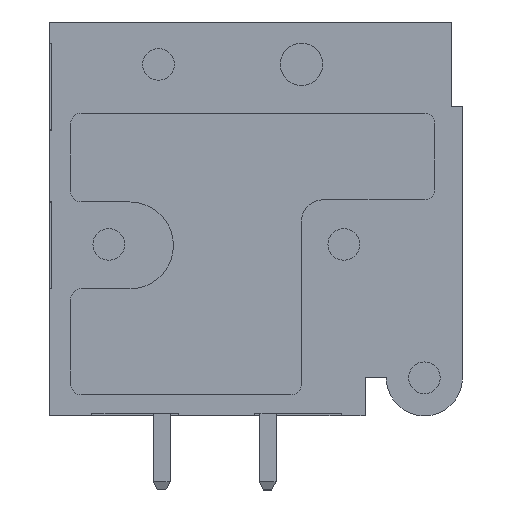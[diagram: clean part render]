
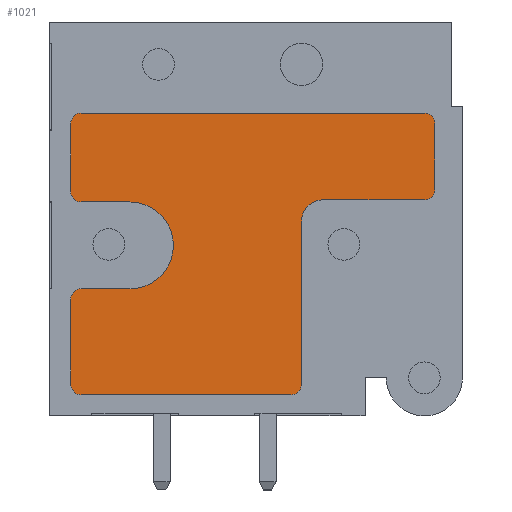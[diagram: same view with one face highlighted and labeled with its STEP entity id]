
A CAD part, left-side view. The second image highlights one B-rep face of the part: STEP entity #1021.
In plain terms, the highlighted planar face has unit normal (-1, 0, 0).
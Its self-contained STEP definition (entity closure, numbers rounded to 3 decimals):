
#1021 = ADVANCED_FACE( '', ( #2078 ), #2079, .F. );
#2078 = FACE_OUTER_BOUND( '', #3583, .T. );
#2079 = PLANE( '', #3584 );
#3583 = EDGE_LOOP( '', ( #6208, #6209, #6210, #6211, #6212, #6213, #6214, #6215, #6216, #6217, #6218, #6219, #6220, #6221, #6222, #6223, #6224, #6225 ) );
#3584 = AXIS2_PLACEMENT_3D( '', #6226, #6227, #6228 );
#6208 = ORIENTED_EDGE( '', *, *, #8110, .T. );
#6209 = ORIENTED_EDGE( '', *, *, #8290, .T. );
#6210 = ORIENTED_EDGE( '', *, *, #7405, .T. );
#6211 = ORIENTED_EDGE( '', *, *, #7442, .T. );
#6212 = ORIENTED_EDGE( '', *, *, #8087, .T. );
#6213 = ORIENTED_EDGE( '', *, *, #8375, .T. );
#6214 = ORIENTED_EDGE( '', *, *, #8256, .T. );
#6215 = ORIENTED_EDGE( '', *, *, #7651, .T. );
#6216 = ORIENTED_EDGE( '', *, *, #8367, .T. );
#6217 = ORIENTED_EDGE( '', *, *, #8371, .T. );
#6218 = ORIENTED_EDGE( '', *, *, #8376, .T. );
#6219 = ORIENTED_EDGE( '', *, *, #7585, .T. );
#6220 = ORIENTED_EDGE( '', *, *, #8377, .T. );
#6221 = ORIENTED_EDGE( '', *, *, #8378, .T. );
#6222 = ORIENTED_EDGE( '', *, *, #7397, .T. );
#6223 = ORIENTED_EDGE( '', *, *, #8259, .T. );
#6224 = ORIENTED_EDGE( '', *, *, #8280, .T. );
#6225 = ORIENTED_EDGE( '', *, *, #8379, .T. );
#6226 = CARTESIAN_POINT( '', ( -2.3, 5.7, -0.15 ) );
#6227 = DIRECTION( '', ( 1., 0., 0. ) );
#6228 = DIRECTION( '', ( 0., 0., -1. ) );
#7397 = EDGE_CURVE( '', #8691, #8689, #8692, .T. );
#7405 = EDGE_CURVE( '', #8704, #8705, #8706, .T. );
#7442 = EDGE_CURVE( '', #8705, #8769, #8771, .T. );
#7585 = EDGE_CURVE( '', #9027, #9028, #9029, .T. );
#7651 = EDGE_CURVE( '', #9141, #9142, #9143, .F. );
#8087 = EDGE_CURVE( '', #8769, #9825, #9827, .T. );
#8110 = EDGE_CURVE( '', #9862, #9860, #9863, .T. );
#8256 = EDGE_CURVE( '', #10061, #9141, #10062, .T. );
#8259 = EDGE_CURVE( '', #8689, #10065, #10066, .F. );
#8280 = EDGE_CURVE( '', #10065, #10094, #10096, .T. );
#8290 = EDGE_CURVE( '', #9860, #8704, #10108, .F. );
#8367 = EDGE_CURVE( '', #9142, #10201, #10202, .T. );
#8371 = EDGE_CURVE( '', #10201, #10207, #10208, .F. );
#8375 = EDGE_CURVE( '', #9825, #10061, #10213, .F. );
#8376 = EDGE_CURVE( '', #10207, #9027, #10214, .T. );
#8377 = EDGE_CURVE( '', #9028, #10215, #10216, .T. );
#8378 = EDGE_CURVE( '', #10215, #8691, #10217, .F. );
#8379 = EDGE_CURVE( '', #10094, #9862, #10218, .F. );
#8689 = VERTEX_POINT( '', #10588 );
#8691 = VERTEX_POINT( '', #10591 );
#8692 = LINE( '', #10592, #10593 );
#8704 = VERTEX_POINT( '', #10610 );
#8705 = VERTEX_POINT( '', #10611 );
#8706 = LINE( '', #10612, #10613 );
#8769 = VERTEX_POINT( '', #10698 );
#8771 = CIRCLE( '', #10701, 2.05 );
#9027 = VERTEX_POINT( '', #11090 );
#9028 = VERTEX_POINT( '', #11091 );
#9029 = CIRCLE( '', #11092, 1. );
#9141 = VERTEX_POINT( '', #11255 );
#9142 = VERTEX_POINT( '', #11256 );
#9143 = CIRCLE( '', #11257, 0.5 );
#9825 = VERTEX_POINT( '', #12366 );
#9827 = LINE( '', #12369, #12370 );
#9860 = VERTEX_POINT( '', #12423 );
#9862 = VERTEX_POINT( '', #12426 );
#9863 = LINE( '', #12427, #12428 );
#10061 = VERTEX_POINT( '', #12722 );
#10062 = LINE( '', #12723, #12724 );
#10065 = VERTEX_POINT( '', #12728 );
#10066 = CIRCLE( '', #12729, 0.5 );
#10094 = VERTEX_POINT( '', #12769 );
#10096 = LINE( '', #12772, #12773 );
#10108 = CIRCLE( '', #12821, 0.5 );
#10201 = VERTEX_POINT( '', #12962 );
#10202 = LINE( '', #12963, #12964 );
#10207 = VERTEX_POINT( '', #12971 );
#10208 = CIRCLE( '', #12972, 0.5 );
#10213 = CIRCLE( '', #12978, 0.5 );
#10214 = LINE( '', #12979, #12980 );
#10215 = VERTEX_POINT( '', #12981 );
#10216 = LINE( '', #12982, #12983 );
#10217 = CIRCLE( '', #12984, 0.5 );
#10218 = CIRCLE( '', #12985, 0.5 );
#10588 = CARTESIAN_POINT( '', ( -2.3, -8.7, 5.6 ) );
#10591 = CARTESIAN_POINT( '', ( -2.3, -8.7, 2.5 ) );
#10592 = CARTESIAN_POINT( '', ( -2.3, -8.7, 2. ) );
#10593 = VECTOR( '', #13429, 1000. );
#10610 = CARTESIAN_POINT( '', ( -2.3, 8., 1.9 ) );
#10611 = CARTESIAN_POINT( '', ( -2.3, 5.7, 1.9 ) );
#10612 = CARTESIAN_POINT( '', ( -2.3, 8.5, 1.9 ) );
#10613 = VECTOR( '', #13435, 1000. );
#10698 = CARTESIAN_POINT( '', ( -2.3, 5.7, -2.2 ) );
#10701 = AXIS2_PLACEMENT_3D( '', #13477, #13478, #13479 );
#11090 = CARTESIAN_POINT( '', ( -2.3, -2.4, 1. ) );
#11091 = CARTESIAN_POINT( '', ( -2.3, -3.4, 2. ) );
#11092 = AXIS2_PLACEMENT_3D( '', #13651, #13652, #13653 );
#11255 = CARTESIAN_POINT( '', ( -2.3, 8.5, -6.7 ) );
#11256 = CARTESIAN_POINT( '', ( -2.3, 8., -7.2 ) );
#11257 = AXIS2_PLACEMENT_3D( '', #13717, #13718, #13719 );
#12366 = CARTESIAN_POINT( '', ( -2.3, 8., -2.2 ) );
#12369 = CARTESIAN_POINT( '', ( -2.3, 8.5, -2.2 ) );
#12370 = VECTOR( '', #14190, 1000. );
#12423 = CARTESIAN_POINT( '', ( -2.3, 8.5, 2.4 ) );
#12426 = CARTESIAN_POINT( '', ( -2.3, 8.5, 5.6 ) );
#12427 = CARTESIAN_POINT( '', ( -2.3, 8.5, 6.1 ) );
#12428 = VECTOR( '', #14213, 1000. );
#12722 = CARTESIAN_POINT( '', ( -2.3, 8.5, -2.7 ) );
#12723 = CARTESIAN_POINT( '', ( -2.3, 8.5, -2.2 ) );
#12724 = VECTOR( '', #14356, 1000. );
#12728 = CARTESIAN_POINT( '', ( -2.3, -8.2, 6.1 ) );
#12729 = AXIS2_PLACEMENT_3D( '', #14358, #14359, #14360 );
#12769 = CARTESIAN_POINT( '', ( -2.3, 8., 6.1 ) );
#12772 = CARTESIAN_POINT( '', ( -2.3, -8.7, 6.1 ) );
#12773 = VECTOR( '', #14380, 1000. );
#12821 = AXIS2_PLACEMENT_3D( '', #14386, #14387, #14388 );
#12962 = CARTESIAN_POINT( '', ( -2.3, -1.9, -7.2 ) );
#12963 = CARTESIAN_POINT( '', ( -2.3, 8.5, -7.2 ) );
#12964 = VECTOR( '', #14448, 1000. );
#12971 = CARTESIAN_POINT( '', ( -2.3, -2.4, -6.7 ) );
#12972 = AXIS2_PLACEMENT_3D( '', #14451, #14452, #14453 );
#12978 = AXIS2_PLACEMENT_3D( '', #14458, #14459, #14460 );
#12979 = CARTESIAN_POINT( '', ( -2.3, -2.4, -7.2 ) );
#12980 = VECTOR( '', #14461, 1000. );
#12981 = CARTESIAN_POINT( '', ( -2.3, -8.2, 2. ) );
#12982 = CARTESIAN_POINT( '', ( -2.3, -2.4, 2. ) );
#12983 = VECTOR( '', #14462, 1000. );
#12984 = AXIS2_PLACEMENT_3D( '', #14463, #14464, #14465 );
#12985 = AXIS2_PLACEMENT_3D( '', #14466, #14467, #14468 );
#13429 = DIRECTION( '', ( 0., 0., 1. ) );
#13435 = DIRECTION( '', ( 0., -1., 0. ) );
#13477 = CARTESIAN_POINT( '', ( -2.3, 5.7, -0.15 ) );
#13478 = DIRECTION( '', ( 1., 0., 0. ) );
#13479 = DIRECTION( '', ( 0., 1., 0. ) );
#13651 = CARTESIAN_POINT( '', ( -2.3, -3.4, 1. ) );
#13652 = DIRECTION( '', ( 1., 0., 0. ) );
#13653 = DIRECTION( '', ( 0., 0., -1. ) );
#13717 = CARTESIAN_POINT( '', ( -2.3, 8., -6.7 ) );
#13718 = DIRECTION( '', ( 1., 0., 0. ) );
#13719 = DIRECTION( '', ( 0., 0., -1. ) );
#14190 = DIRECTION( '', ( 0., 1., 0. ) );
#14213 = DIRECTION( '', ( 0., 0., -1. ) );
#14356 = DIRECTION( '', ( 0., 0., -1. ) );
#14358 = CARTESIAN_POINT( '', ( -2.3, -8.2, 5.6 ) );
#14359 = DIRECTION( '', ( 1., 0., 0. ) );
#14360 = DIRECTION( '', ( 0., 0., -1. ) );
#14380 = DIRECTION( '', ( 0., 1., 0. ) );
#14386 = CARTESIAN_POINT( '', ( -2.3, 8., 2.4 ) );
#14387 = DIRECTION( '', ( 1., 0., 0. ) );
#14388 = DIRECTION( '', ( 0., 0., -1. ) );
#14448 = DIRECTION( '', ( 0., -1., 0. ) );
#14451 = CARTESIAN_POINT( '', ( -2.3, -1.9, -6.7 ) );
#14452 = DIRECTION( '', ( 1., 0., 0. ) );
#14453 = DIRECTION( '', ( 0., 0., -1. ) );
#14458 = CARTESIAN_POINT( '', ( -2.3, 8., -2.7 ) );
#14459 = DIRECTION( '', ( 1., 0., 0. ) );
#14460 = DIRECTION( '', ( 0., 0., -1. ) );
#14461 = DIRECTION( '', ( 0., 0., 1. ) );
#14462 = DIRECTION( '', ( 0., -1., 0. ) );
#14463 = CARTESIAN_POINT( '', ( -2.3, -8.2, 2.5 ) );
#14464 = DIRECTION( '', ( 1., 0., 0. ) );
#14465 = DIRECTION( '', ( 0., 0., -1. ) );
#14466 = CARTESIAN_POINT( '', ( -2.3, 8., 5.6 ) );
#14467 = DIRECTION( '', ( 1., 0., 0. ) );
#14468 = DIRECTION( '', ( 0., 0., -1. ) );
